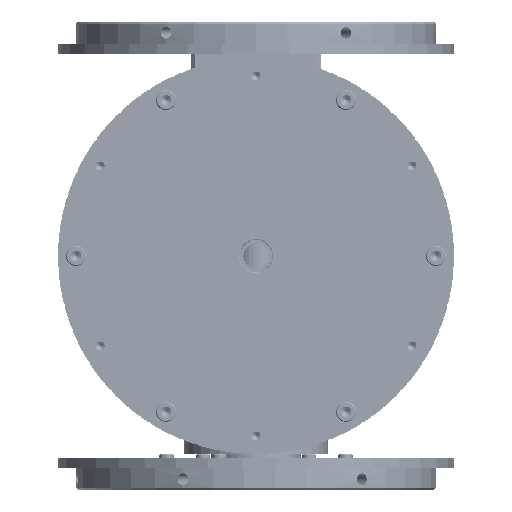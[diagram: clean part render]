
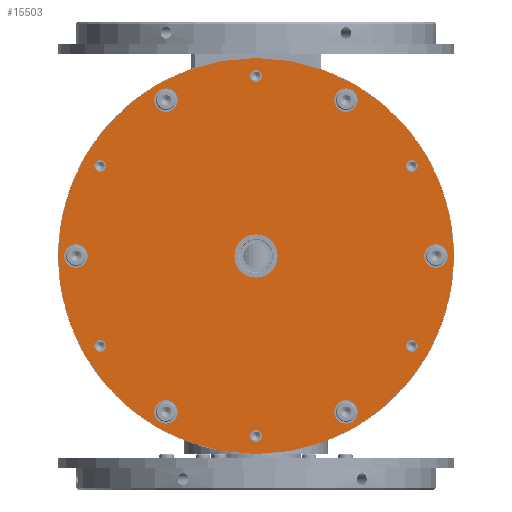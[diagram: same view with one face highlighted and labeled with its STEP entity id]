
A CAD part, front view. The second image highlights one B-rep face of the part: STEP entity #15503.
In plain terms, the highlighted face is planar.
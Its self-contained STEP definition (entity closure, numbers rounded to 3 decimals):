
#15503 = ADVANCED_FACE('',(#15504,#15515,#15526,#15537,#15548,#15559,
    #15570,#15581,#15592,#15603,#15614,#15625,#15636,#15647),#15658,.F.
  );
#15504 = FACE_BOUND('',#15505,.T.);
#15505 = EDGE_LOOP('',(#15506));
#15506 = ORIENTED_EDGE('',*,*,#15507,.F.);
#15507 = EDGE_CURVE('',#15508,#15508,#15510,.T.);
#15508 = VERTEX_POINT('',#15509);
#15509 = CARTESIAN_POINT('',(0.,36.,-48.4));
#15510 = CIRCLE('',#15511,1.6);
#15511 = AXIS2_PLACEMENT_3D('',#15512,#15513,#15514);
#15512 = CARTESIAN_POINT('',(0.,36.,-50.));
#15513 = DIRECTION('',(0.,1.,0.));
#15514 = DIRECTION('',(0.,0.,1.));
#15515 = FACE_BOUND('',#15516,.T.);
#15516 = EDGE_LOOP('',(#15517));
#15517 = ORIENTED_EDGE('',*,*,#15518,.F.);
#15518 = EDGE_CURVE('',#15519,#15519,#15521,.T.);
#15519 = VERTEX_POINT('',#15520);
#15520 = CARTESIAN_POINT('',(0.,36.,51.6));
#15521 = CIRCLE('',#15522,1.6);
#15522 = AXIS2_PLACEMENT_3D('',#15523,#15524,#15525);
#15523 = CARTESIAN_POINT('',(0.,36.,50.));
#15524 = DIRECTION('',(0.,1.,0.));
#15525 = DIRECTION('',(0.,0.,1.));
#15526 = FACE_BOUND('',#15527,.T.);
#15527 = EDGE_LOOP('',(#15528));
#15528 = ORIENTED_EDGE('',*,*,#15529,.F.);
#15529 = EDGE_CURVE('',#15530,#15530,#15532,.T.);
#15530 = VERTEX_POINT('',#15531);
#15531 = CARTESIAN_POINT('',(43.301,36.,-23.4));
#15532 = CIRCLE('',#15533,1.6);
#15533 = AXIS2_PLACEMENT_3D('',#15534,#15535,#15536);
#15534 = CARTESIAN_POINT('',(43.301,36.,-25.));
#15535 = DIRECTION('',(0.,1.,0.));
#15536 = DIRECTION('',(0.,0.,1.));
#15537 = FACE_BOUND('',#15538,.T.);
#15538 = EDGE_LOOP('',(#15539));
#15539 = ORIENTED_EDGE('',*,*,#15540,.F.);
#15540 = EDGE_CURVE('',#15541,#15541,#15543,.T.);
#15541 = VERTEX_POINT('',#15542);
#15542 = CARTESIAN_POINT('',(43.301,36.,26.6));
#15543 = CIRCLE('',#15544,1.6);
#15544 = AXIS2_PLACEMENT_3D('',#15545,#15546,#15547);
#15545 = CARTESIAN_POINT('',(43.301,36.,25.));
#15546 = DIRECTION('',(0.,1.,0.));
#15547 = DIRECTION('',(0.,0.,1.));
#15548 = FACE_BOUND('',#15549,.T.);
#15549 = EDGE_LOOP('',(#15550));
#15550 = ORIENTED_EDGE('',*,*,#15551,.F.);
#15551 = EDGE_CURVE('',#15552,#15552,#15554,.T.);
#15552 = VERTEX_POINT('',#15553);
#15553 = CARTESIAN_POINT('',(-43.301,36.,-23.4));
#15554 = CIRCLE('',#15555,1.6);
#15555 = AXIS2_PLACEMENT_3D('',#15556,#15557,#15558);
#15556 = CARTESIAN_POINT('',(-43.301,36.,-25.));
#15557 = DIRECTION('',(0.,1.,0.));
#15558 = DIRECTION('',(0.,0.,1.));
#15559 = FACE_BOUND('',#15560,.T.);
#15560 = EDGE_LOOP('',(#15561));
#15561 = ORIENTED_EDGE('',*,*,#15562,.F.);
#15562 = EDGE_CURVE('',#15563,#15563,#15565,.T.);
#15563 = VERTEX_POINT('',#15564);
#15564 = CARTESIAN_POINT('',(50.,36.,3.25));
#15565 = CIRCLE('',#15566,3.25);
#15566 = AXIS2_PLACEMENT_3D('',#15567,#15568,#15569);
#15567 = CARTESIAN_POINT('',(50.,36.,0.));
#15568 = DIRECTION('',(0.,1.,0.));
#15569 = DIRECTION('',(0.,0.,1.));
#15570 = FACE_BOUND('',#15571,.T.);
#15571 = EDGE_LOOP('',(#15572));
#15572 = ORIENTED_EDGE('',*,*,#15573,.F.);
#15573 = EDGE_CURVE('',#15574,#15574,#15576,.T.);
#15574 = VERTEX_POINT('',#15575);
#15575 = CARTESIAN_POINT('',(25.,36.,46.551));
#15576 = CIRCLE('',#15577,3.25);
#15577 = AXIS2_PLACEMENT_3D('',#15578,#15579,#15580);
#15578 = CARTESIAN_POINT('',(25.,36.,43.301));
#15579 = DIRECTION('',(0.,1.,0.));
#15580 = DIRECTION('',(0.,0.,1.));
#15581 = FACE_BOUND('',#15582,.T.);
#15582 = EDGE_LOOP('',(#15583));
#15583 = ORIENTED_EDGE('',*,*,#15584,.F.);
#15584 = EDGE_CURVE('',#15585,#15585,#15587,.T.);
#15585 = VERTEX_POINT('',#15586);
#15586 = CARTESIAN_POINT('',(-50.,36.,3.25));
#15587 = CIRCLE('',#15588,3.25);
#15588 = AXIS2_PLACEMENT_3D('',#15589,#15590,#15591);
#15589 = CARTESIAN_POINT('',(-50.,36.,0.));
#15590 = DIRECTION('',(0.,1.,0.));
#15591 = DIRECTION('',(0.,0.,1.));
#15592 = FACE_BOUND('',#15593,.T.);
#15593 = EDGE_LOOP('',(#15594));
#15594 = ORIENTED_EDGE('',*,*,#15595,.F.);
#15595 = EDGE_CURVE('',#15596,#15596,#15598,.T.);
#15596 = VERTEX_POINT('',#15597);
#15597 = CARTESIAN_POINT('',(25.,36.,-40.051));
#15598 = CIRCLE('',#15599,3.25);
#15599 = AXIS2_PLACEMENT_3D('',#15600,#15601,#15602);
#15600 = CARTESIAN_POINT('',(25.,36.,-43.301));
#15601 = DIRECTION('',(0.,1.,0.));
#15602 = DIRECTION('',(0.,0.,1.));
#15603 = FACE_BOUND('',#15604,.T.);
#15604 = EDGE_LOOP('',(#15605));
#15605 = ORIENTED_EDGE('',*,*,#15606,.F.);
#15606 = EDGE_CURVE('',#15607,#15607,#15609,.T.);
#15607 = VERTEX_POINT('',#15608);
#15608 = CARTESIAN_POINT('',(-25.,36.,-40.051));
#15609 = CIRCLE('',#15610,3.25);
#15610 = AXIS2_PLACEMENT_3D('',#15611,#15612,#15613);
#15611 = CARTESIAN_POINT('',(-25.,36.,-43.301));
#15612 = DIRECTION('',(0.,1.,0.));
#15613 = DIRECTION('',(0.,0.,1.));
#15614 = FACE_BOUND('',#15615,.T.);
#15615 = EDGE_LOOP('',(#15616));
#15616 = ORIENTED_EDGE('',*,*,#15617,.F.);
#15617 = EDGE_CURVE('',#15618,#15618,#15620,.T.);
#15618 = VERTEX_POINT('',#15619);
#15619 = CARTESIAN_POINT('',(-25.,36.,46.551));
#15620 = CIRCLE('',#15621,3.25);
#15621 = AXIS2_PLACEMENT_3D('',#15622,#15623,#15624);
#15622 = CARTESIAN_POINT('',(-25.,36.,43.301));
#15623 = DIRECTION('',(0.,1.,0.));
#15624 = DIRECTION('',(0.,0.,1.));
#15625 = FACE_BOUND('',#15626,.T.);
#15626 = EDGE_LOOP('',(#15627));
#15627 = ORIENTED_EDGE('',*,*,#15628,.F.);
#15628 = EDGE_CURVE('',#15629,#15629,#15631,.T.);
#15629 = VERTEX_POINT('',#15630);
#15630 = CARTESIAN_POINT('',(0.,36.,-55.));
#15631 = CIRCLE('',#15632,55.);
#15632 = AXIS2_PLACEMENT_3D('',#15633,#15634,#15635);
#15633 = CARTESIAN_POINT('',(0.,36.,0.)
  );
#15634 = DIRECTION('',(0.,-1.,0.));
#15635 = DIRECTION('',(0.,0.,-1.));
#15636 = FACE_BOUND('',#15637,.T.);
#15637 = EDGE_LOOP('',(#15638));
#15638 = ORIENTED_EDGE('',*,*,#15639,.T.);
#15639 = EDGE_CURVE('',#15640,#15640,#15642,.T.);
#15640 = VERTEX_POINT('',#15641);
#15641 = CARTESIAN_POINT('',(0.,36.,-6.));
#15642 = CIRCLE('',#15643,6.);
#15643 = AXIS2_PLACEMENT_3D('',#15644,#15645,#15646);
#15644 = CARTESIAN_POINT('',(0.,36.,0.)
  );
#15645 = DIRECTION('',(0.,-1.,0.));
#15646 = DIRECTION('',(0.,0.,-1.));
#15647 = FACE_BOUND('',#15648,.T.);
#15648 = EDGE_LOOP('',(#15649));
#15649 = ORIENTED_EDGE('',*,*,#15650,.F.);
#15650 = EDGE_CURVE('',#15651,#15651,#15653,.T.);
#15651 = VERTEX_POINT('',#15652);
#15652 = CARTESIAN_POINT('',(-43.301,36.,26.6));
#15653 = CIRCLE('',#15654,1.6);
#15654 = AXIS2_PLACEMENT_3D('',#15655,#15656,#15657);
#15655 = CARTESIAN_POINT('',(-43.301,36.,25.));
#15656 = DIRECTION('',(0.,1.,0.));
#15657 = DIRECTION('',(0.,0.,1.));
#15658 = PLANE('',#15659);
#15659 = AXIS2_PLACEMENT_3D('',#15660,#15661,#15662);
#15660 = CARTESIAN_POINT('',(55.,36.,0.));
#15661 = DIRECTION('',(0.,-1.,0.));
#15662 = DIRECTION('',(0.,0.,-1.));
